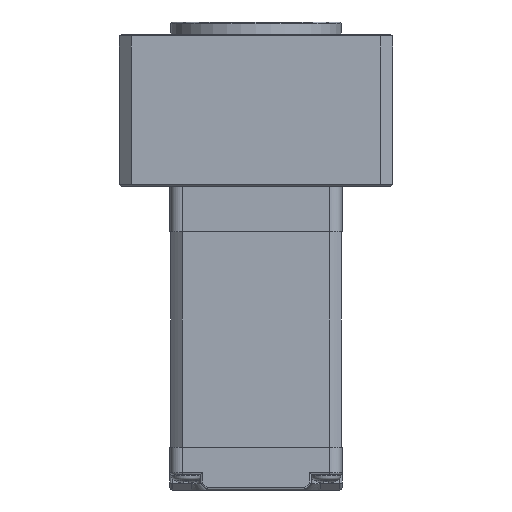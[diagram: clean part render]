
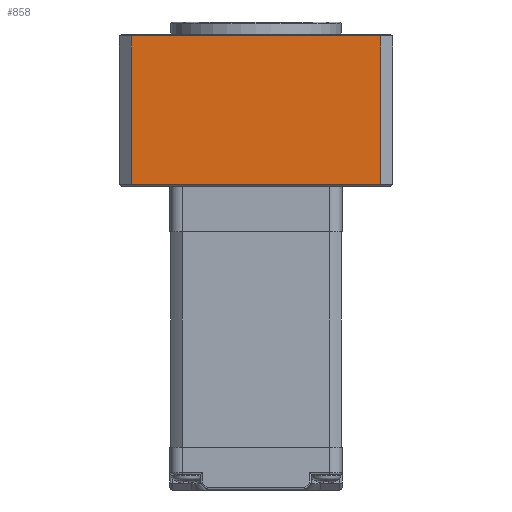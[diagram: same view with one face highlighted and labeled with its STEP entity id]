
A CAD part, left-side view. The second image highlights one B-rep face of the part: STEP entity #858.
In plain terms, the highlighted planar face has unit normal (-1, 0, 0).
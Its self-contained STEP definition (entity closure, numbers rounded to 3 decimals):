
#858 = ADVANCED_FACE( '', ( #1822 ), #1823, .T. );
#1822 = FACE_OUTER_BOUND( '', #2858, .T. );
#1823 = PLANE( '', #2859 );
#2858 = EDGE_LOOP( '', ( #4700, #4701, #4702, #4703 ) );
#2859 = AXIS2_PLACEMENT_3D( '', #4704, #4705, #4706 );
#4700 = ORIENTED_EDGE( '', *, *, #5778, .T. );
#4701 = ORIENTED_EDGE( '', *, *, #5715, .T. );
#4702 = ORIENTED_EDGE( '', *, *, #5630, .T. );
#4703 = ORIENTED_EDGE( '', *, *, #6053, .T. );
#4704 = CARTESIAN_POINT( '', ( -22.5, -22.5, 25. ) );
#4705 = DIRECTION( '', ( -1., 0., 0. ) );
#4706 = DIRECTION( '', ( 0., -1., 0. ) );
#5630 = EDGE_CURVE( '', #6627, #6628, #6629, .T. );
#5715 = EDGE_CURVE( '', #6764, #6627, #6765, .T. );
#5778 = EDGE_CURVE( '', #6855, #6764, #6856, .T. );
#6053 = EDGE_CURVE( '', #6628, #6855, #7225, .T. );
#6627 = VERTEX_POINT( '', #8101 );
#6628 = VERTEX_POINT( '', #8102 );
#6629 = LINE( '', #8103, #8104 );
#6764 = VERTEX_POINT( '', #8280 );
#6765 = LINE( '', #8281, #8282 );
#6855 = VERTEX_POINT( '', #8396 );
#6856 = LINE( '', #8397, #8398 );
#7225 = LINE( '', #8857, #8858 );
#8101 = CARTESIAN_POINT( '', ( -22.5, -20.5, 0.3 ) );
#8102 = CARTESIAN_POINT( '', ( -22.5, -20.5, 24.7 ) );
#8103 = CARTESIAN_POINT( '', ( -22.5, -20.5, 25. ) );
#8104 = VECTOR( '', #9439, 1000. );
#8280 = CARTESIAN_POINT( '', ( -22.5, 20.5, 0.3 ) );
#8281 = CARTESIAN_POINT( '', ( -22.5, -22.5, 0.3 ) );
#8282 = VECTOR( '', #9562, 1000. );
#8396 = CARTESIAN_POINT( '', ( -22.5, 20.5, 24.7 ) );
#8397 = CARTESIAN_POINT( '', ( -22.5, 20.5, 25. ) );
#8398 = VECTOR( '', #9632, 1000. );
#8857 = CARTESIAN_POINT( '', ( -22.5, 20.5, 24.7 ) );
#8858 = VECTOR( '', #9963, 1000. );
#9439 = DIRECTION( '', ( 0., 0., 1. ) );
#9562 = DIRECTION( '', ( 0., -1., 0. ) );
#9632 = DIRECTION( '', ( 0., 0., -1. ) );
#9963 = DIRECTION( '', ( 0., 1., 0. ) );
